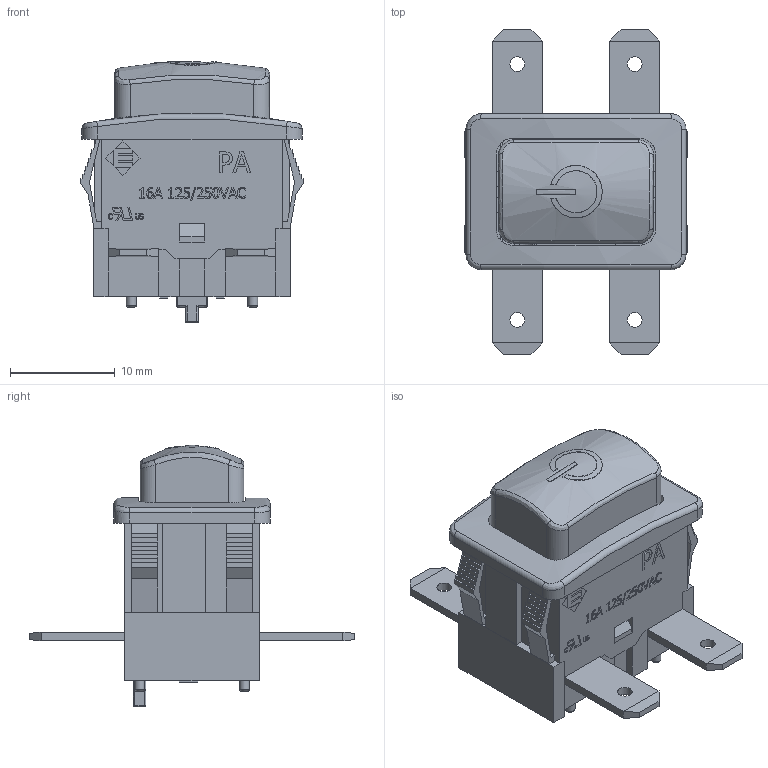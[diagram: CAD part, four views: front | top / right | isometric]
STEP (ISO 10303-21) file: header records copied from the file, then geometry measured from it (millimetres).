
FILE_DESCRIPTION(/* description */ (''),/* implementation_level */ '2;1');
FILE_NAME(/* name */ 'PA451Cx0x1-1xx.stp',/* time_stamp */ '2025-05-27T16:03:29-05:00',/* author */ ('mroman'),/* organization */ (''),/* preprocessor_version */ 'ST-DEVELOPER v18.1',/* originating_system */ 'Autodesk Inventor 2022',/* authorisation */ '');
FILE_SCHEMA (('AUTOMOTIVE_DESIGN { 1 0 10303 214 3 1 1 }'));
Length unit declared in the file: centimetre
Products named in the file (1): PA451Cx0x1-1xx
Bounding box: 21.2 x 31 x 24.95 mm (x, y, z)
Volume: 2564.6 mm3; surface area: 5989 mm2
Topology: 1 solids, 1 shells, 1237 faces, 3547 edges, 2314 vertices
Faces by surface type: plane 934, bspline 184, cylinder 103, torus 8, sphere 8
Full cylindrical faces by diameter (mm): 0.95 x4, 1.4 x4, 2.5 x2, 3 x1
Entity records: 42023 total; most frequent: CARTESIAN_POINT 10609, ORIENTED_EDGE 7094, DIRECTION 5518, EDGE_CURVE 3547, LINE 2918, VECTOR 2918, VERTEX_POINT 2314, EDGE_LOOP 1333
